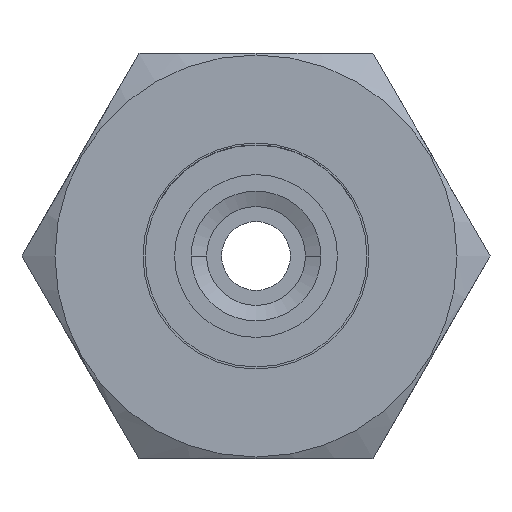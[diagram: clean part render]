
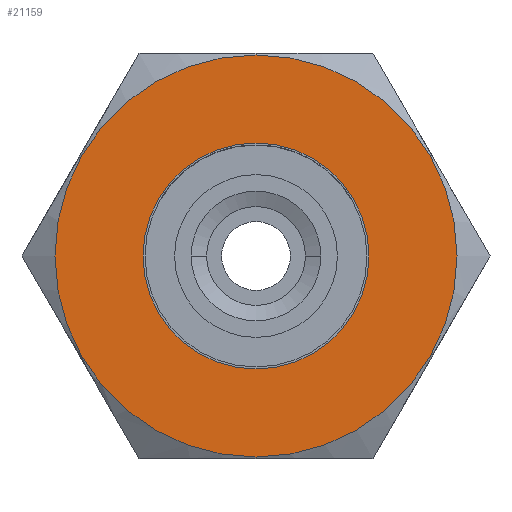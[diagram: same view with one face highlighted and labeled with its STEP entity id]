
A CAD part, left-side view. The second image highlights one B-rep face of the part: STEP entity #21159.
In plain terms, the highlighted planar face has unit normal (-1, 0, 0).
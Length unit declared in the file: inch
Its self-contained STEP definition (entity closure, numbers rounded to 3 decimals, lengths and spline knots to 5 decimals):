
#422 = DIRECTION ( 'NONE',  ( 1., 0., 0. ) ) ;
#626 = DIRECTION ( 'NONE',  ( 0., 0., -1. ) ) ;
#1370 = DIRECTION ( 'NONE',  ( 1., 0., 0. ) ) ;
#2296 = DIRECTION ( 'NONE',  ( -1., 0., 0. ) ) ;
#2368 = DIRECTION ( 'NONE',  ( 0., 0., 1. ) ) ;
#2428 = CARTESIAN_POINT ( 'NONE',  ( -1.13, 0., -0.3485 ) ) ;
#3279 = DIRECTION ( 'NONE',  ( 1., 0., 0. ) ) ;
#3306 = EDGE_LOOP ( 'NONE', ( #13998, #7226 ) ) ;
#3753 = EDGE_CURVE ( 'NONE', #19967, #12051, #9184, .T. ) ;
#4880 = DIRECTION ( 'NONE',  ( 0., 0., -1. ) ) ;
#5006 = DIRECTION ( 'NONE',  ( 0., 0., -1. ) ) ;
#5441 = CARTESIAN_POINT ( 'NONE',  ( -1.13, 0., 0. ) ) ;
#5650 = VERTEX_POINT ( 'NONE', #11722 ) ;
#7226 = ORIENTED_EDGE ( 'NONE', *, *, #11245, .F. ) ;
#7325 = AXIS2_PLACEMENT_3D ( 'NONE', #10843, #2296, #2368 ) ;
#8974 = AXIS2_PLACEMENT_3D ( 'NONE', #20746, #422, #626 ) ;
#9184 = CIRCLE ( 'NONE', #15974, 0.3485 ) ;
#10843 = CARTESIAN_POINT ( 'NONE',  ( -1.13, 0.3485, 0. ) ) ;
#11245 = EDGE_CURVE ( 'NONE', #17005, #5650, #16417, .T. ) ;
#11589 = ORIENTED_EDGE ( 'NONE', *, *, #12858, .T. ) ;
#11722 = CARTESIAN_POINT ( 'NONE',  ( -1.13, 0., -0.62 ) ) ;
#12051 = VERTEX_POINT ( 'NONE', #16478 ) ;
#12418 = DIRECTION ( 'NONE',  ( 0., 0., -1. ) ) ;
#12858 = EDGE_CURVE ( 'NONE', #12051, #19967, #18228, .T. ) ;
#13835 = DIRECTION ( 'NONE',  ( 1., 0., 0. ) ) ;
#13998 = ORIENTED_EDGE ( 'NONE', *, *, #21226, .F. ) ;
#14164 = CIRCLE ( 'NONE', #20250, 0.62 ) ;
#15711 = PLANE ( 'NONE',  #7325 ) ;
#15819 = EDGE_LOOP ( 'NONE', ( #20675, #11589 ) ) ;
#15974 = AXIS2_PLACEMENT_3D ( 'NONE', #5441, #13835, #12418 ) ;
#16417 = CIRCLE ( 'NONE', #20855, 0.62 ) ;
#16478 = CARTESIAN_POINT ( 'NONE',  ( -1.13, 0., 0.3485 ) ) ;
#17005 = VERTEX_POINT ( 'NONE', #17707 ) ;
#17707 = CARTESIAN_POINT ( 'NONE',  ( -1.13, 0., 0.62 ) ) ;
#18228 = CIRCLE ( 'NONE', #8974, 0.3485 ) ;
#18582 = CARTESIAN_POINT ( 'NONE',  ( -1.13, 0., 0. ) ) ;
#18655 = FACE_BOUND ( 'NONE', #15819, .T. ) ;
#19967 = VERTEX_POINT ( 'NONE', #2428 ) ;
#20250 = AXIS2_PLACEMENT_3D ( 'NONE', #18582, #1370, #4880 ) ;
#20253 = FACE_OUTER_BOUND ( 'NONE', #3306, .T. ) ;
#20675 = ORIENTED_EDGE ( 'NONE', *, *, #3753, .T. ) ;
#20746 = CARTESIAN_POINT ( 'NONE',  ( -1.13, 0., 0. ) ) ;
#20855 = AXIS2_PLACEMENT_3D ( 'NONE', #21910, #3279, #5006 ) ;
#21159 = ADVANCED_FACE ( 'NONE', ( #18655, #20253 ), #15711, .T. ) ;
#21226 = EDGE_CURVE ( 'NONE', #5650, #17005, #14164, .T. ) ;
#21910 = CARTESIAN_POINT ( 'NONE',  ( -1.13, 0., 0. ) ) ;
